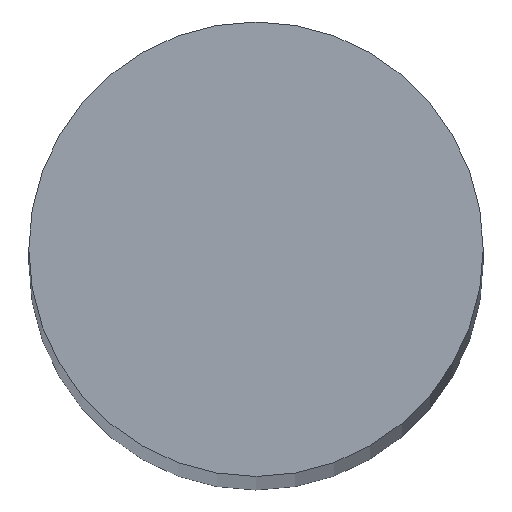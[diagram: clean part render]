
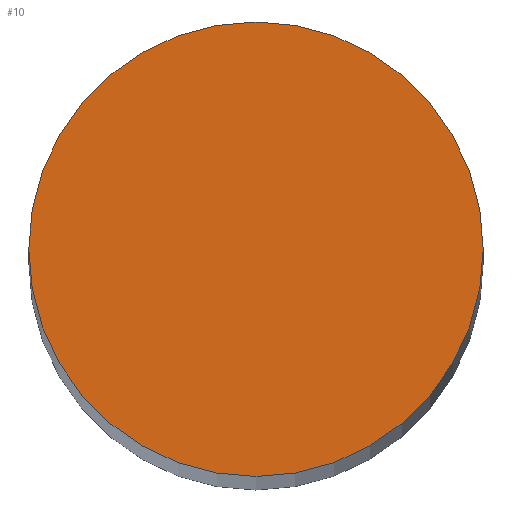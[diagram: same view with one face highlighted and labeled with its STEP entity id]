
A CAD part, top view. The second image highlights one B-rep face of the part: STEP entity #10.
In plain terms, the highlighted planar face has unit normal (0, 0, 1).
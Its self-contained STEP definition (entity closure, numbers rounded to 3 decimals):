
#10 = ADVANCED_FACE ( 'NONE', ( #26 ), #41, .T. ) ;
#11 = AXIS2_PLACEMENT_3D ( 'NONE', #67, #175, #42 ) ;
#20 = AXIS2_PLACEMENT_3D ( 'NONE', #107, #160, #134 ) ;
#26 = FACE_OUTER_BOUND ( 'NONE', #36, .T. ) ;
#36 = EDGE_LOOP ( 'NONE', ( #126, #87 ) ) ;
#41 = PLANE ( 'NONE',  #11 ) ;
#42 = DIRECTION ( 'NONE',  ( 1., 0., 0. ) ) ;
#67 = CARTESIAN_POINT ( 'NONE',  ( 0., 0., 100. ) ) ;
#72 = CIRCLE ( 'NONE', #20, 2.93 ) ;
#87 = ORIENTED_EDGE ( 'NONE', *, *, #88, .T. ) ;
#88 = EDGE_CURVE ( 'NONE', #112, #105, #72, .T. ) ;
#94 = CARTESIAN_POINT ( 'NONE',  ( -2.93, 0., 100. ) ) ;
#97 = DIRECTION ( 'NONE',  ( 0., 0., 1. ) ) ;
#104 = CIRCLE ( 'NONE', #124, 2.93 ) ;
#105 = VERTEX_POINT ( 'NONE', #94 ) ;
#107 = CARTESIAN_POINT ( 'NONE',  ( 0., 0., 100. ) ) ;
#112 = VERTEX_POINT ( 'NONE', #159 ) ;
#124 = AXIS2_PLACEMENT_3D ( 'NONE', #174, #97, #161 ) ;
#126 = ORIENTED_EDGE ( 'NONE', *, *, #152, .T. ) ;
#134 = DIRECTION ( 'NONE',  ( 1., 0., 0. ) ) ;
#152 = EDGE_CURVE ( 'NONE', #105, #112, #104, .T. ) ;
#159 = CARTESIAN_POINT ( 'NONE',  ( 2.93, 0., 100. ) ) ;
#160 = DIRECTION ( 'NONE',  ( 0., 0., 1. ) ) ;
#161 = DIRECTION ( 'NONE',  ( 1., 0., 0. ) ) ;
#174 = CARTESIAN_POINT ( 'NONE',  ( 0., 0., 100. ) ) ;
#175 = DIRECTION ( 'NONE',  ( 0., 0., 1. ) ) ;
